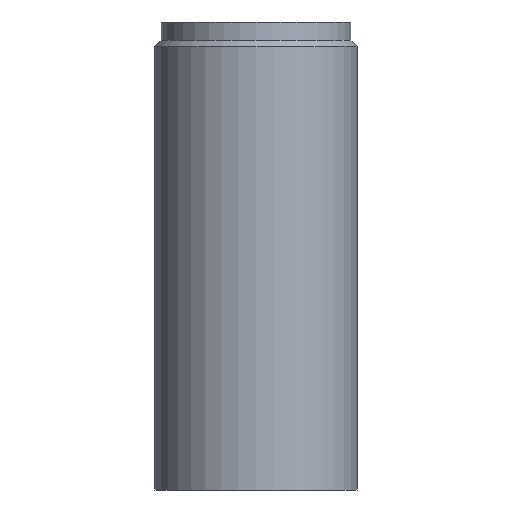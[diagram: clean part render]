
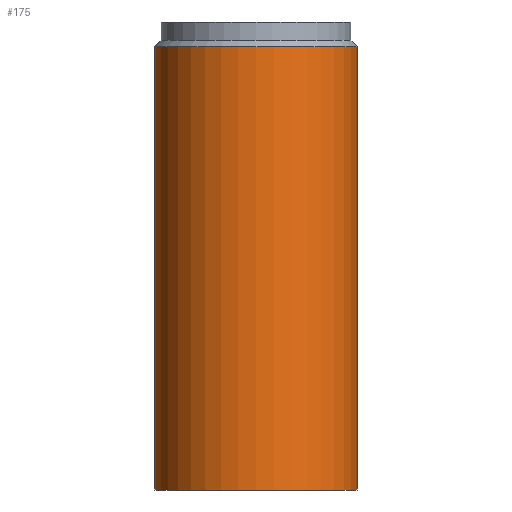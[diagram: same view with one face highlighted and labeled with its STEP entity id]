
A CAD part, left-side view. The second image highlights one B-rep face of the part: STEP entity #175.
In plain terms, the highlighted cylindrical face has radius 393.7 mm (diameter 787.4 mm), a full revolution.
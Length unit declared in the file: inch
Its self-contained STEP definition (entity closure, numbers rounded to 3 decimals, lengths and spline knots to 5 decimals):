
#21=ELLIPSE('',#205,17.87623,15.5);
#22=ELLIPSE('',#206,42.74388,15.5);
#29=CYLINDRICAL_SURFACE('',#204,15.5);
#38=FACE_BOUND('',#70,.T.);
#39=FACE_BOUND('',#71,.T.);
#51=FACE_OUTER_BOUND('',#69,.T.);
#69=EDGE_LOOP('',(#139));
#70=EDGE_LOOP('',(#140,#141));
#71=EDGE_LOOP('',(#142));
#91=CIRCLE('',#196,15.5);
#97=CIRCLE('',#207,15.5);
#101=VERTEX_POINT('',#286);
#107=VERTEX_POINT('',#301);
#108=VERTEX_POINT('',#302);
#109=VERTEX_POINT('',#305);
#115=EDGE_CURVE('',#101,#101,#91,.T.);
#121=EDGE_CURVE('',#107,#108,#21,.T.);
#122=EDGE_CURVE('',#108,#107,#22,.T.);
#123=EDGE_CURVE('',#109,#109,#97,.T.);
#139=ORIENTED_EDGE('',*,*,#115,.T.);
#140=ORIENTED_EDGE('',*,*,#121,.F.);
#141=ORIENTED_EDGE('',*,*,#122,.F.);
#142=ORIENTED_EDGE('',*,*,#123,.F.);
#175=ADVANCED_FACE('',(#51,#38,#39),#29,.T.);
#196=AXIS2_PLACEMENT_3D('',#287,#228,#229);
#204=AXIS2_PLACEMENT_3D('',#300,#244,#245);
#205=AXIS2_PLACEMENT_3D('',#303,#246,#247);
#206=AXIS2_PLACEMENT_3D('',#304,#248,#249);
#207=AXIS2_PLACEMENT_3D('',#306,#250,#251);
#228=DIRECTION('center_axis',(0.,0.,1.));
#229=DIRECTION('ref_axis',(1.,0.,0.));
#244=DIRECTION('center_axis',(0.,0.,1.));
#245=DIRECTION('ref_axis',(-1.,0.,0.));
#246=DIRECTION('center_axis',(0.498,0.,0.867));
#247=DIRECTION('ref_axis',(0.867,0.,-0.498));
#248=DIRECTION('center_axis',(0.932,0.,-0.363));
#249=DIRECTION('ref_axis',(0.363,0.,0.932));
#250=DIRECTION('center_axis',(0.,0.,1.));
#251=DIRECTION('ref_axis',(-1.,0.,0.));
#286=CARTESIAN_POINT('',(15.5,0.,-19.99606));
#287=CARTESIAN_POINT('Origin',(0.,0.,-19.99606));
#300=CARTESIAN_POINT('Origin',(0.,0.,0.));
#301=CARTESIAN_POINT('',(0.,-15.5,0.));
#302=CARTESIAN_POINT('',(0.,15.5,0.));
#303=CARTESIAN_POINT('Origin',(0.,0.,0.));
#304=CARTESIAN_POINT('Origin',(0.,0.,0.));
#305=CARTESIAN_POINT('',(15.5,0.,47.73213));
#306=CARTESIAN_POINT('Origin',(0.,0.,47.73213));
